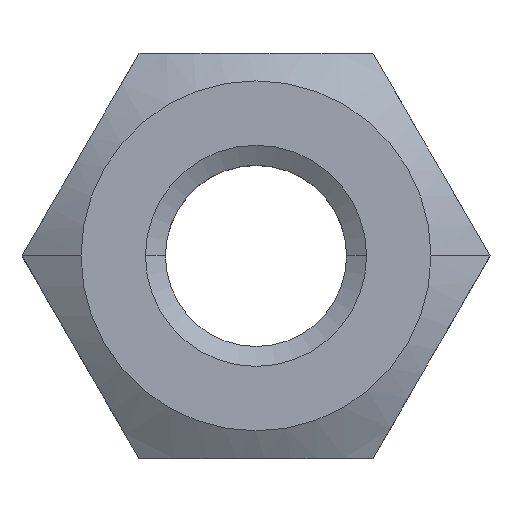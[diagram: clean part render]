
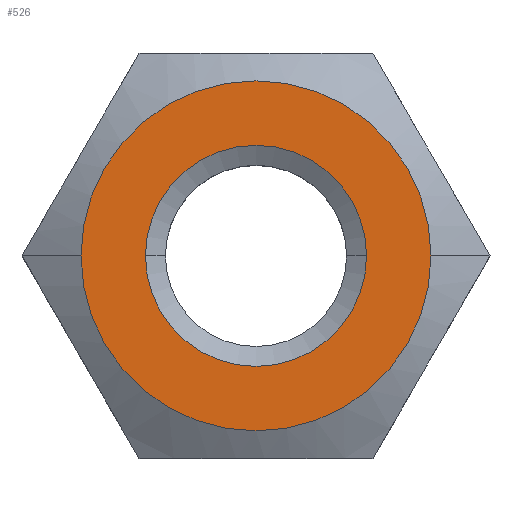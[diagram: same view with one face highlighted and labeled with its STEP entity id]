
A CAD part, top view. The second image highlights one B-rep face of the part: STEP entity #526.
In plain terms, the highlighted planar face has unit normal (0, 0, 1).
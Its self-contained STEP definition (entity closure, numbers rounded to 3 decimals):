
#6 = CARTESIAN_POINT ( 'NONE',  ( 2.375, 0., 0. ) ) ;
#37 = DIRECTION ( 'NONE',  ( 0., 0., -1. ) ) ;
#50 = DIRECTION ( 'NONE',  ( 1., 0., 0. ) ) ;
#54 = CARTESIAN_POINT ( 'NONE',  ( 0., 0., 0. ) ) ;
#102 = CIRCLE ( 'NONE', #502, 2.375 ) ;
#103 = VERTEX_POINT ( 'NONE', #522 ) ;
#117 = EDGE_LOOP ( 'NONE', ( #704, #414 ) ) ;
#128 = FACE_OUTER_BOUND ( 'NONE', #537, .T. ) ;
#140 = AXIS2_PLACEMENT_3D ( 'NONE', #229, #423, #519 ) ;
#180 = CIRCLE ( 'NONE', #434, 1.5 ) ;
#204 = AXIS2_PLACEMENT_3D ( 'NONE', #398, #473, #50 ) ;
#206 = EDGE_CURVE ( 'NONE', #103, #717, #645, .T. ) ;
#229 = CARTESIAN_POINT ( 'NONE',  ( 3.175, 0., 0. ) ) ;
#270 = EDGE_CURVE ( 'NONE', #717, #103, #180, .T. ) ;
#304 = DIRECTION ( 'NONE',  ( -1., 0., 0. ) ) ;
#342 = DIRECTION ( 'NONE',  ( 1., 0., 0. ) ) ;
#352 = PLANE ( 'NONE',  #140 ) ;
#377 = DIRECTION ( 'NONE',  ( -1., 0., 0. ) ) ;
#398 = CARTESIAN_POINT ( 'NONE',  ( 0., 0., 0. ) ) ;
#414 = ORIENTED_EDGE ( 'NONE', *, *, #270, .T. ) ;
#423 = DIRECTION ( 'NONE',  ( 0., 0., 1. ) ) ;
#434 = AXIS2_PLACEMENT_3D ( 'NONE', #683, #37, #342 ) ;
#462 = CARTESIAN_POINT ( 'NONE',  ( 0., 0., 0. ) ) ;
#473 = DIRECTION ( 'NONE',  ( 0., 0., -1. ) ) ;
#502 = AXIS2_PLACEMENT_3D ( 'NONE', #54, #708, #377 ) ;
#512 = EDGE_CURVE ( 'NONE', #686, #755, #102, .T. ) ;
#519 = DIRECTION ( 'NONE',  ( 1., 0., 0. ) ) ;
#522 = CARTESIAN_POINT ( 'NONE',  ( 1.5, 0., 0. ) ) ;
#526 = ADVANCED_FACE ( 'NONE', ( #684, #128 ), #352, .T. ) ;
#527 = CIRCLE ( 'NONE', #576, 2.375 ) ;
#528 = CARTESIAN_POINT ( 'NONE',  ( -2.375, 0., 0. ) ) ;
#532 = EDGE_CURVE ( 'NONE', #755, #686, #527, .T. ) ;
#533 = ORIENTED_EDGE ( 'NONE', *, *, #532, .F. ) ;
#537 = EDGE_LOOP ( 'NONE', ( #533, #577 ) ) ;
#576 = AXIS2_PLACEMENT_3D ( 'NONE', #462, #790, #304 ) ;
#577 = ORIENTED_EDGE ( 'NONE', *, *, #512, .F. ) ;
#642 = CARTESIAN_POINT ( 'NONE',  ( -1.5, 0., 0. ) ) ;
#645 = CIRCLE ( 'NONE', #204, 1.5 ) ;
#683 = CARTESIAN_POINT ( 'NONE',  ( 0., 0., 0. ) ) ;
#684 = FACE_BOUND ( 'NONE', #117, .T. ) ;
#686 = VERTEX_POINT ( 'NONE', #6 ) ;
#704 = ORIENTED_EDGE ( 'NONE', *, *, #206, .T. ) ;
#708 = DIRECTION ( 'NONE',  ( 0., 0., -1. ) ) ;
#717 = VERTEX_POINT ( 'NONE', #642 ) ;
#755 = VERTEX_POINT ( 'NONE', #528 ) ;
#790 = DIRECTION ( 'NONE',  ( 0., 0., -1. ) ) ;
